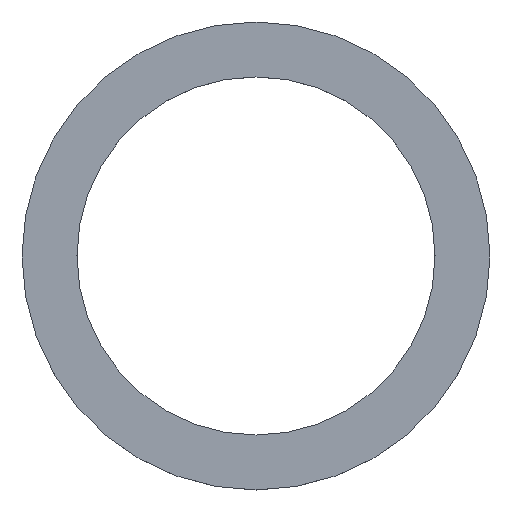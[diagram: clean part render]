
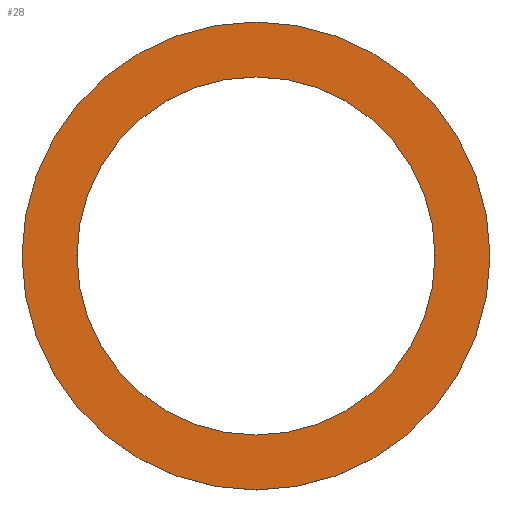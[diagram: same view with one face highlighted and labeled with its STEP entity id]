
A CAD part, top view. The second image highlights one B-rep face of the part: STEP entity #28.
In plain terms, the highlighted planar face has unit normal (0, 0, 1).
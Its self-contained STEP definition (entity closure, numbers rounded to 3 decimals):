
#28 = ADVANCED_FACE( '', ( #53, #54 ), #55, .F. );
#53 = FACE_BOUND( '', #76, .T. );
#54 = FACE_OUTER_BOUND( '', #77, .T. );
#55 = PLANE( '', #78 );
#76 = EDGE_LOOP( '', ( #93 ) );
#77 = EDGE_LOOP( '', ( #94 ) );
#78 = AXIS2_PLACEMENT_3D( '', #95, #96, #97 );
#93 = ORIENTED_EDGE( '', *, *, #117, .T. );
#94 = ORIENTED_EDGE( '', *, *, #118, .F. );
#95 = CARTESIAN_POINT( '', ( 0., 0., 1.016 ) );
#96 = DIRECTION( '', ( 0., 0., -1. ) );
#97 = DIRECTION( '', ( -1., 0., 0. ) );
#117 = EDGE_CURVE( '', #125, #125, #126, .T. );
#118 = EDGE_CURVE( '', #127, #127, #128, .T. );
#125 = VERTEX_POINT( '', #137 );
#126 = CIRCLE( '', #138, 18.415 );
#127 = VERTEX_POINT( '', #139 );
#128 = CIRCLE( '', #140, 24.067 );
#137 = CARTESIAN_POINT( '', ( 18.415, 0., 1.016 ) );
#138 = AXIS2_PLACEMENT_3D( '', #148, #149, #150 );
#139 = CARTESIAN_POINT( '', ( 24.067, 0., 1.016 ) );
#140 = AXIS2_PLACEMENT_3D( '', #151, #152, #153 );
#148 = CARTESIAN_POINT( '', ( 0., 0., 1.016 ) );
#149 = DIRECTION( '', ( 0., 0., -1. ) );
#150 = DIRECTION( '', ( 1., 0., 0. ) );
#151 = CARTESIAN_POINT( '', ( 0., 0., 1.016 ) );
#152 = DIRECTION( '', ( 0., 0., -1. ) );
#153 = DIRECTION( '', ( 1., 0., 0. ) );
